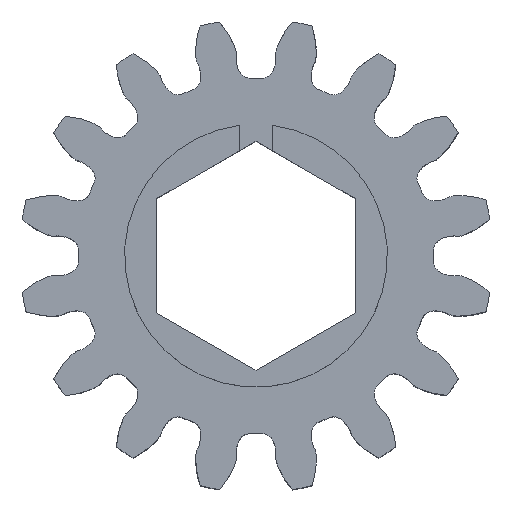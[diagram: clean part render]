
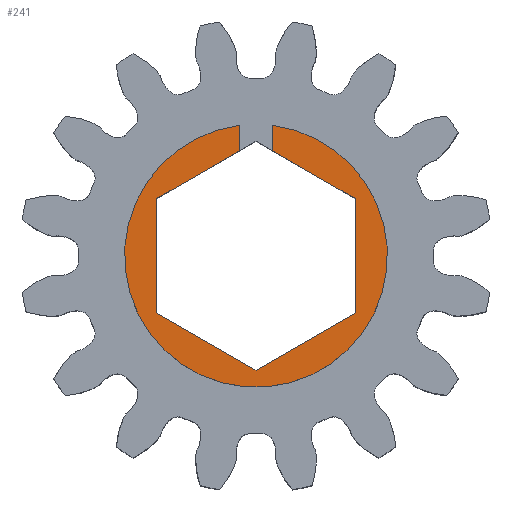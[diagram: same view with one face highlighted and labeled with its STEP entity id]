
A CAD part, top view. The second image highlights one B-rep face of the part: STEP entity #241.
In plain terms, the highlighted planar face has unit normal (0, 0, 1).
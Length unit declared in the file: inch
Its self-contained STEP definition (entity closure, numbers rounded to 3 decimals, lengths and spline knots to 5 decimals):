
#241 = ADVANCED_FACE ( 'NONE', ( #2465 ), #5210, .T. ) ;
#252 = VECTOR ( 'NONE', #525, 39.37008 ) ;
#274 = CARTESIAN_POINT ( 'NONE',  ( 0.03125, 0.19962, 0.249 ) ) ;
#297 = ORIENTED_EDGE ( 'NONE', *, *, #3792, .F. ) ;
#363 = DIRECTION ( 'NONE',  ( 0., 1., 0. ) ) ;
#525 = DIRECTION ( 'NONE',  ( 0., -1., 0. ) ) ;
#592 = CARTESIAN_POINT ( 'NONE',  ( 0., -0.21766, 0.249 ) ) ;
#626 = DIRECTION ( 'NONE',  ( 0., 0., 1. ) ) ;
#655 = VERTEX_POINT ( 'NONE', #274 ) ;
#741 = CARTESIAN_POINT ( 'NONE',  ( -0.03125, 0.19962, 0.249 ) ) ;
#763 = VERTEX_POINT ( 'NONE', #3366 ) ;
#1001 = VERTEX_POINT ( 'NONE', #3398 ) ;
#1033 = VERTEX_POINT ( 'NONE', #4369 ) ;
#1042 = VECTOR ( 'NONE', #2336, 39.37008 ) ;
#1133 = VECTOR ( 'NONE', #6218, 39.37008 ) ;
#1437 = CARTESIAN_POINT ( 'NONE',  ( -0.1885, -0.10883, 0.249 ) ) ;
#1457 = LINE ( 'NONE', #592, #2655 ) ;
#1524 = DIRECTION ( 'NONE',  ( 0., -1., 0. ) ) ;
#1644 = VECTOR ( 'NONE', #363, 39.37008 ) ;
#1658 = ORIENTED_EDGE ( 'NONE', *, *, #2512, .F. ) ;
#1897 = DIRECTION ( 'NONE',  ( 0., 0., 1. ) ) ;
#1918 = LINE ( 'NONE', #1437, #4389 ) ;
#1937 = CARTESIAN_POINT ( 'NONE',  ( -0.03125, 0.14843, 0.249 ) ) ;
#2069 = VERTEX_POINT ( 'NONE', #741 ) ;
#2243 = CARTESIAN_POINT ( 'NONE',  ( -0.1885, 0.10883, 0.249 ) ) ;
#2273 = LINE ( 'NONE', #2306, #1644 ) ;
#2306 = CARTESIAN_POINT ( 'NONE',  ( 0.03125, 0.14843, 0.249 ) ) ;
#2336 = DIRECTION ( 'NONE',  ( 0., 1., 0. ) ) ;
#2364 = CIRCLE ( 'NONE', #3785, 0.25 ) ;
#2465 = FACE_OUTER_BOUND ( 'NONE', #4146, .T. ) ;
#2511 = EDGE_CURVE ( 'NONE', #1001, #4069, #1457, .T. ) ;
#2512 = EDGE_CURVE ( 'NONE', #763, #655, #2923, .T. ) ;
#2541 = DIRECTION ( 'NONE',  ( 1., 0., 0. ) ) ;
#2555 = DIRECTION ( 'NONE',  ( 1., 0., 0. ) ) ;
#2624 = EDGE_CURVE ( 'NONE', #2069, #5544, #3371, .T. ) ;
#2633 = ORIENTED_EDGE ( 'NONE', *, *, #4968, .F. ) ;
#2655 = VECTOR ( 'NONE', #2894, 39.37008 ) ;
#2664 = VECTOR ( 'NONE', #1524, 39.37008 ) ;
#2748 = EDGE_CURVE ( 'NONE', #5544, #1033, #5810, .T. ) ;
#2894 = DIRECTION ( 'NONE',  ( 0.866, 0.5, 0. ) ) ;
#2920 = EDGE_CURVE ( 'NONE', #4069, #763, #5267, .T. ) ;
#2923 = LINE ( 'NONE', #3402, #1133 ) ;
#3024 = CARTESIAN_POINT ( 'NONE',  ( 0., 0., 0.249 ) ) ;
#3060 = ORIENTED_EDGE ( 'NONE', *, *, #3410, .F. ) ;
#3366 = CARTESIAN_POINT ( 'NONE',  ( 0.1885, 0.10883, 0.249 ) ) ;
#3371 = LINE ( 'NONE', #4435, #4181 ) ;
#3375 = AXIS2_PLACEMENT_3D ( 'NONE', #4306, #1897, #2555 ) ;
#3384 = DIRECTION ( 'NONE',  ( 0.866, -0.5, 0. ) ) ;
#3398 = CARTESIAN_POINT ( 'NONE',  ( 0., -0.21766, 0.249 ) ) ;
#3402 = CARTESIAN_POINT ( 'NONE',  ( 0.1885, 0.10883, 0.249 ) ) ;
#3410 = EDGE_CURVE ( 'NONE', #655, #3600, #2273, .T. ) ;
#3434 = CARTESIAN_POINT ( 'NONE',  ( -0.1885, 0.10883, 0.249 ) ) ;
#3571 = ORIENTED_EDGE ( 'NONE', *, *, #4060, .T. ) ;
#3600 = VERTEX_POINT ( 'NONE', #3895 ) ;
#3785 = AXIS2_PLACEMENT_3D ( 'NONE', #3024, #626, #2541 ) ;
#3792 = EDGE_CURVE ( 'NONE', #1033, #1001, #1918, .T. ) ;
#3895 = CARTESIAN_POINT ( 'NONE',  ( 0.03125, 0.24804, 0.249 ) ) ;
#4060 = EDGE_CURVE ( 'NONE', #4971, #3600, #2364, .T. ) ;
#4069 = VERTEX_POINT ( 'NONE', #5657 ) ;
#4146 = EDGE_LOOP ( 'NONE', ( #2633, #3571, #3060, #1658, #4533, #5289, #297, #5961, #5787 ) ) ;
#4181 = VECTOR ( 'NONE', #4801, 39.37008 ) ;
#4306 = CARTESIAN_POINT ( 'NONE',  ( 0., 0., 0.249 ) ) ;
#4347 = LINE ( 'NONE', #1937, #2664 ) ;
#4369 = CARTESIAN_POINT ( 'NONE',  ( -0.1885, -0.10883, 0.249 ) ) ;
#4375 = CARTESIAN_POINT ( 'NONE',  ( -0.03125, 0.24804, 0.249 ) ) ;
#4389 = VECTOR ( 'NONE', #3384, 39.37008 ) ;
#4435 = CARTESIAN_POINT ( 'NONE',  ( 0., 0.21766, 0.249 ) ) ;
#4533 = ORIENTED_EDGE ( 'NONE', *, *, #2920, .F. ) ;
#4801 = DIRECTION ( 'NONE',  ( -0.866, -0.5, 0. ) ) ;
#4968 = EDGE_CURVE ( 'NONE', #4971, #2069, #4347, .T. ) ;
#4971 = VERTEX_POINT ( 'NONE', #4375 ) ;
#5210 = PLANE ( 'NONE',  #3375 ) ;
#5267 = LINE ( 'NONE', #5825, #1042 ) ;
#5289 = ORIENTED_EDGE ( 'NONE', *, *, #2511, .F. ) ;
#5544 = VERTEX_POINT ( 'NONE', #2243 ) ;
#5657 = CARTESIAN_POINT ( 'NONE',  ( 0.1885, -0.10883, 0.249 ) ) ;
#5787 = ORIENTED_EDGE ( 'NONE', *, *, #2624, .F. ) ;
#5810 = LINE ( 'NONE', #3434, #252 ) ;
#5825 = CARTESIAN_POINT ( 'NONE',  ( 0.1885, -0.10883, 0.249 ) ) ;
#5961 = ORIENTED_EDGE ( 'NONE', *, *, #2748, .F. ) ;
#6218 = DIRECTION ( 'NONE',  ( -0.866, 0.5, 0. ) ) ;
